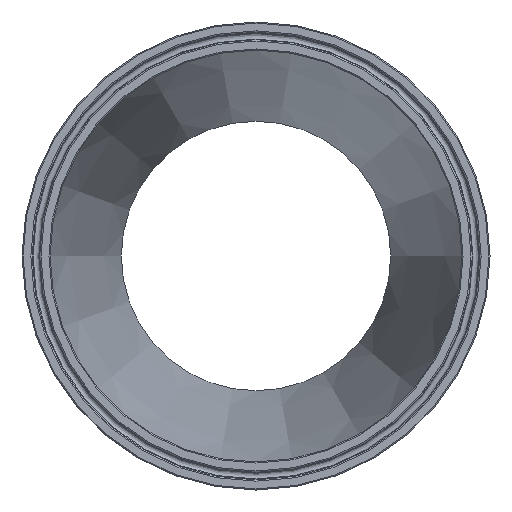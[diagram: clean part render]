
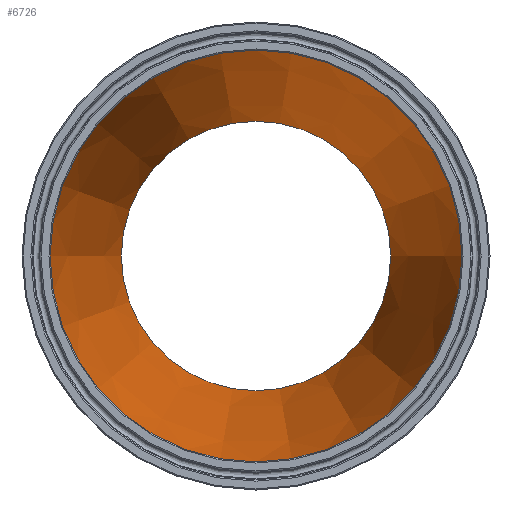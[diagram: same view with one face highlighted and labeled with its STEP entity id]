
A CAD part, left-side view. The second image highlights one B-rep face of the part: STEP entity #6726.
In plain terms, the highlighted conical face has half-angle 10.305 degrees and reference radius 60.731 mm.
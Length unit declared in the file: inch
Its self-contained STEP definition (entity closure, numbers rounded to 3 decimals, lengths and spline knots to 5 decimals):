
#1516=CONICAL_SURFACE('',#7114,2.391,10.305);
#1730=FACE_BOUND('',#2533,.T.);
#2104=FACE_OUTER_BOUND('',#2532,.T.);
#2532=EDGE_LOOP('',(#6288));
#2533=EDGE_LOOP('',(#6289));
#2679=CIRCLE('',#7112,1.891);
#2681=CIRCLE('',#7115,2.891);
#3344=VERTEX_POINT('',#14703);
#3346=VERTEX_POINT('',#14708);
#4329=EDGE_CURVE('',#3344,#3344,#2679,.T.);
#4331=EDGE_CURVE('',#3346,#3346,#2681,.T.);
#6288=ORIENTED_EDGE('',*,*,#4331,.F.);
#6289=ORIENTED_EDGE('',*,*,#4329,.T.);
#6726=ADVANCED_FACE('',(#2104,#1730),#1516,.F.);
#7112=AXIS2_PLACEMENT_3D('',#14704,#8325,#8326);
#7114=AXIS2_PLACEMENT_3D('',#14707,#8329,#8330);
#7115=AXIS2_PLACEMENT_3D('',#14709,#8331,#8332);
#8325=DIRECTION('center_axis',(1.,0.,0.));
#8326=DIRECTION('ref_axis',(0.,-1.,0.));
#8329=DIRECTION('center_axis',(-1.,0.,0.));
#8330=DIRECTION('ref_axis',(0.,-1.,0.));
#8331=DIRECTION('center_axis',(1.,0.,0.));
#8332=DIRECTION('ref_axis',(0.,-1.,0.));
#14703=CARTESIAN_POINT('',(6.25,-1.89107,0.));
#14704=CARTESIAN_POINT('Origin',(6.25,-0.00007,
0.));
#14707=CARTESIAN_POINT('Origin',(3.5,-0.00007,
0.));
#14708=CARTESIAN_POINT('',(0.75,-2.89107,0.));
#14709=CARTESIAN_POINT('Origin',(0.75,-0.00007,
0.));
